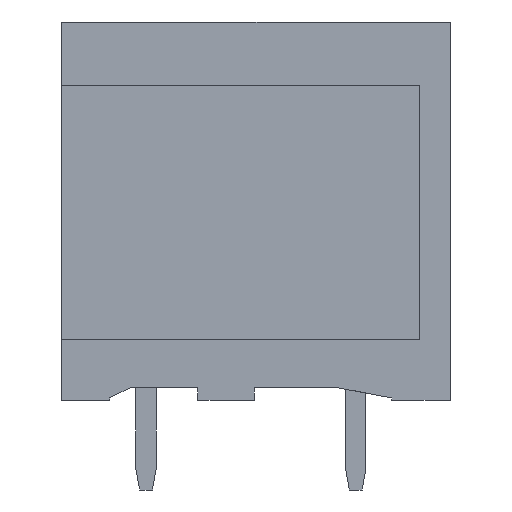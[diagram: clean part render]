
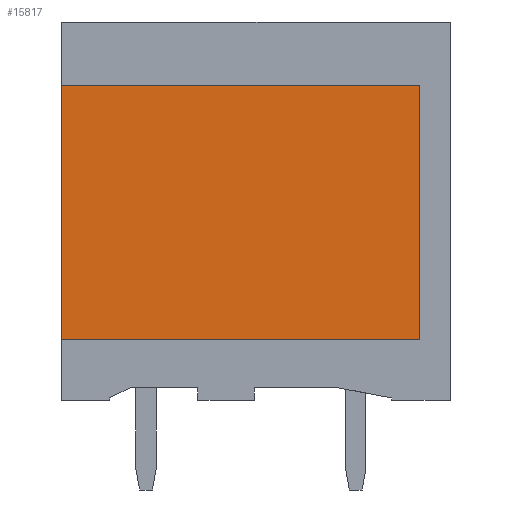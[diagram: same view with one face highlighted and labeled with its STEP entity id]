
A CAD part, left-side view. The second image highlights one B-rep face of the part: STEP entity #15817.
In plain terms, the highlighted planar face has unit normal (-1, 0, 0).
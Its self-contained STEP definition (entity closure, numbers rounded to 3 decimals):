
#15797=AXIS2_PLACEMENT_3D('Plane Axis2P3D',#15794,#15795,#15796) ;
#13712=CARTESIAN_POINT('Vertex',(1.1,15.2,5.9)) ;
#13715=CARTESIAN_POINT('Line Origine',(1.1,15.2,10.85)) ;
#13719=CARTESIAN_POINT('Vertex',(1.1,15.2,15.8)) ;
#15778=CARTESIAN_POINT('Vertex',(1.1,1.2,5.9)) ;
#15781=CARTESIAN_POINT('Line Origine',(1.1,8.2,5.9)) ;
#15794=CARTESIAN_POINT('Axis2P3D Location',(1.1,0.,5.9)) ;
#15799=CARTESIAN_POINT('Line Origine',(1.1,1.2,10.85)) ;
#15803=CARTESIAN_POINT('Vertex',(1.1,1.2,15.8)) ;
#15806=CARTESIAN_POINT('Line Origine',(1.1,8.2,15.8)) ;
#13716=DIRECTION('Vector Direction',(0.,0.,1.)) ;
#15782=DIRECTION('Vector Direction',(0.,1.,0.)) ;
#15795=DIRECTION('Axis2P3D Direction',(-1.,0.,0.)) ;
#15796=DIRECTION('Axis2P3D XDirection',(0.,0.,1.)) ;
#15800=DIRECTION('Vector Direction',(0.,0.,1.)) ;
#15807=DIRECTION('Vector Direction',(0.,1.,0.)) ;
#13717=VECTOR('Line Direction',#13716,1.) ;
#15783=VECTOR('Line Direction',#15782,1.) ;
#15801=VECTOR('Line Direction',#15800,1.) ;
#15808=VECTOR('Line Direction',#15807,1.) ;
#15812=ORIENTED_EDGE('',*,*,#15785,.F.) ;
#15813=ORIENTED_EDGE('',*,*,#15805,.T.) ;
#15814=ORIENTED_EDGE('',*,*,#15810,.T.) ;
#15815=ORIENTED_EDGE('',*,*,#13721,.F.) ;
#15817=ADVANCED_FACE('HOUSING',(#15816),#15798,.T.) ;
#13721=EDGE_CURVE('',#13713,#13720,#13718,.T.) ;
#15785=EDGE_CURVE('',#15779,#13713,#15784,.T.) ;
#15805=EDGE_CURVE('',#15779,#15804,#15802,.T.) ;
#15810=EDGE_CURVE('',#15804,#13720,#15809,.T.) ;
#15811=EDGE_LOOP('',(#15812,#15813,#15814,#15815)) ;
#15816=FACE_OUTER_BOUND('',#15811,.T.) ;
#13718=LINE('Line',#13715,#13717) ;
#15784=LINE('Line',#15781,#15783) ;
#15802=LINE('Line',#15799,#15801) ;
#15809=LINE('Line',#15806,#15808) ;
#15798=PLANE('',#15797) ;
#13713=VERTEX_POINT('',#13712) ;
#13720=VERTEX_POINT('',#13719) ;
#15779=VERTEX_POINT('',#15778) ;
#15804=VERTEX_POINT('',#15803) ;
